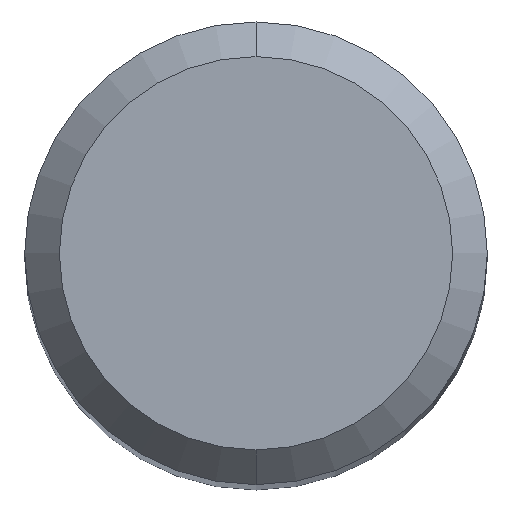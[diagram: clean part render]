
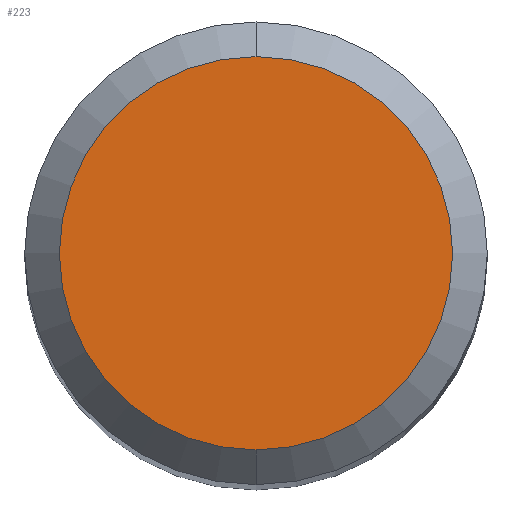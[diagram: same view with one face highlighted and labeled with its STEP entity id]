
A CAD part, top view. The second image highlights one B-rep face of the part: STEP entity #223.
In plain terms, the highlighted planar face has unit normal (0, 0, 1).
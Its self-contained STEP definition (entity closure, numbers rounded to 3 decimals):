
#199=EDGE_CURVE('',#259,#419,#490,.T.);
#223=ADVANCED_FACE('',(#516),#517,.T.);
#259=VERTEX_POINT('',#556);
#299=EDGE_CURVE('',#419,#259,#597,.T.);
#419=VERTEX_POINT('',#730);
#490=CIRCLE('',#874,1.7);
#516=FACE_OUTER_BOUND('',#949,.T.);
#517=PLANE('',#950);
#556=CARTESIAN_POINT('',(0.,-1.7,0.0));
#597=CIRCLE('',#1115,1.7);
#730=CARTESIAN_POINT('',(0.0,1.7,0.0));
#874=AXIS2_PLACEMENT_3D('',#1420,#1421,#1422);
#949=EDGE_LOOP('',(#1449,#1450));
#950=AXIS2_PLACEMENT_3D('',#1451,#1452,#1453);
#1115=AXIS2_PLACEMENT_3D('',#1511,#1512,#1513);
#1420=CARTESIAN_POINT('',(0.0,0.0,0.0));
#1421=DIRECTION('',(0.0,0.0,-1.0));
#1422=DIRECTION('',(0.0,1.0,0.0));
#1449=ORIENTED_EDGE('',*,*,#299,.F.);
#1450=ORIENTED_EDGE('',*,*,#199,.F.);
#1451=CARTESIAN_POINT('',(0.0,0.85,0.0));
#1452=DIRECTION('',(-0.0,0.0,1.0));
#1453=DIRECTION('',(0.0,-1.0,0.0));
#1511=CARTESIAN_POINT('',(0.0,0.0,0.0));
#1512=DIRECTION('',(0.0,0.0,-1.0));
#1513=DIRECTION('',(0.0,1.0,0.0));
